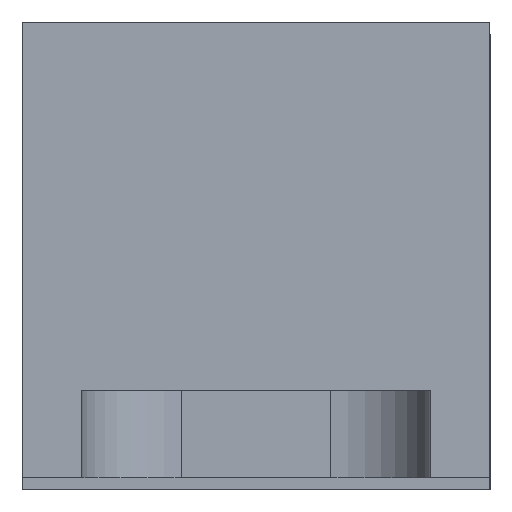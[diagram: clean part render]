
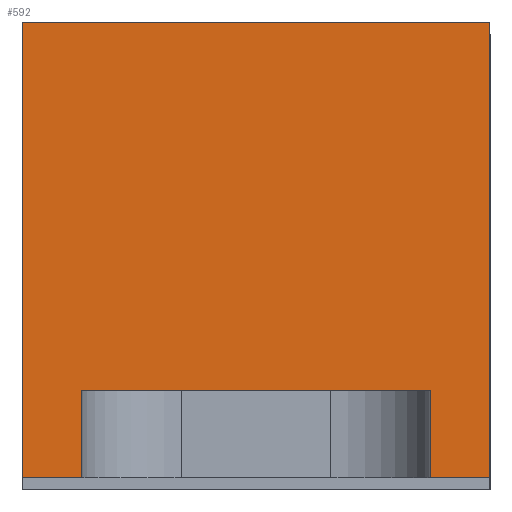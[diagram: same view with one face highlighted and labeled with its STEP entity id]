
A CAD part, left-side view. The second image highlights one B-rep face of the part: STEP entity #592.
In plain terms, the highlighted planar face has unit normal (-1, 0, 0).
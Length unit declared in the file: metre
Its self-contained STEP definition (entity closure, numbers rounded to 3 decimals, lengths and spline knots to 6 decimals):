
#592=ADVANCED_FACE('0:749',(#1142),#1143,.F.);
#1142=FACE_OUTER_BOUND('',#1699,.T.);
#1143=PLANE('',#1700);
#1699=EDGE_LOOP('',(#2964,#2965,#2966,#2967,#2968,#2969,#2970,#2971));
#1700=AXIS2_PLACEMENT_3D('',#2972,#2973,#2974);
#2964=ORIENTED_EDGE('',*,*,#3752,.F.);
#2965=ORIENTED_EDGE('',*,*,#3753,.F.);
#2966=ORIENTED_EDGE('',*,*,#3754,.F.);
#2967=ORIENTED_EDGE('',*,*,#3755,.F.);
#2968=ORIENTED_EDGE('',*,*,#3756,.T.);
#2969=ORIENTED_EDGE('',*,*,#3757,.F.);
#2970=ORIENTED_EDGE('',*,*,#3758,.F.);
#2971=ORIENTED_EDGE('',*,*,#3759,.F.);
#2972=CARTESIAN_POINT('',(-0.11421,0.046311,-0.041386));
#2973=DIRECTION('',(1.0,0.,0.0));
#2974=DIRECTION('',(0.0,0.0,1.0));
#3752=EDGE_CURVE('0:998',#4537,#4538,#4539,.T.);
#3753=EDGE_CURVE('0:1001',#4540,#4537,#4541,.T.);
#3754=EDGE_CURVE('0:1004',#4542,#4540,#4543,.T.);
#3755=EDGE_CURVE('0:1007',#4544,#4542,#4545,.T.);
#3756=EDGE_CURVE('0:1010',#4544,#4546,#4547,.T.);
#3757=EDGE_CURVE('0:1013',#4548,#4546,#4549,.T.);
#3758=EDGE_CURVE('0:1016',#4550,#4548,#4551,.T.);
#3759=EDGE_CURVE('0:1019',#4538,#4550,#4552,.T.);
#4537=VERTEX_POINT('',#5638);
#4538=VERTEX_POINT('',#5639);
#4539=LINE('',#5640,#5641);
#4540=VERTEX_POINT('',#5642);
#4541=LINE('',#5643,#5644);
#4542=VERTEX_POINT('',#5645);
#4543=LINE('',#5646,#5647);
#4544=VERTEX_POINT('',#5648);
#4545=LINE('',#5649,#5650);
#4546=VERTEX_POINT('',#5651);
#4547=LINE('',#5652,#5653);
#4548=VERTEX_POINT('',#5654);
#4549=LINE('',#5655,#5656);
#4550=VERTEX_POINT('',#5657);
#4551=LINE('',#5658,#5659);
#4552=LINE('',#5660,#5661);
#5638=CARTESIAN_POINT('',(-0.11421,-0.019189,-0.027386));
#5639=CARTESIAN_POINT('',(-0.11421,0.036811,-0.027386));
#5640=CARTESIAN_POINT('',(-0.11421,0.036811,-0.027386));
#5641=VECTOR('',#6417,1.0);
#5642=CARTESIAN_POINT('',(-0.11421,-0.019189,-0.041386));
#5643=CARTESIAN_POINT('',(-0.11421,-0.019189,-0.027386));
#5644=VECTOR('',#6418,1.0);
#5645=CARTESIAN_POINT('',(-0.11421,-0.028689,-0.041386));
#5646=CARTESIAN_POINT('',(-0.11421,0.046311,-0.041386));
#5647=VECTOR('',#6419,1.0);
#5648=CARTESIAN_POINT('',(-0.11421,-0.028689,0.031614));
#5649=CARTESIAN_POINT('',(-0.11421,-0.028689,-0.041386));
#5650=VECTOR('',#6420,1.0);
#5651=CARTESIAN_POINT('',(-0.11421,0.046311,0.031614));
#5652=CARTESIAN_POINT('',(-0.11421,0.046311,0.031614));
#5653=VECTOR('',#6421,1.0);
#5654=CARTESIAN_POINT('',(-0.11421,0.046311,-0.041386));
#5655=CARTESIAN_POINT('',(-0.11421,0.046311,-0.041386));
#5656=VECTOR('',#6422,1.0);
#5657=CARTESIAN_POINT('',(-0.11421,0.036811,-0.041386));
#5658=CARTESIAN_POINT('',(-0.11421,0.046311,-0.041386));
#5659=VECTOR('',#6423,1.0);
#5660=CARTESIAN_POINT('',(-0.11421,0.036811,-0.027386));
#5661=VECTOR('',#6424,1.0);
#6417=DIRECTION('',(0.,1.0,0.));
#6418=DIRECTION('',(0.0,0.,1.0));
#6419=DIRECTION('',(0.,1.0,0.));
#6420=DIRECTION('',(0.0,0.,-1.0));
#6421=DIRECTION('',(0.,1.0,0.));
#6422=DIRECTION('',(0.0,0.,1.0));
#6423=DIRECTION('',(0.,1.0,0.));
#6424=DIRECTION('',(0.0,0.,-1.0));
